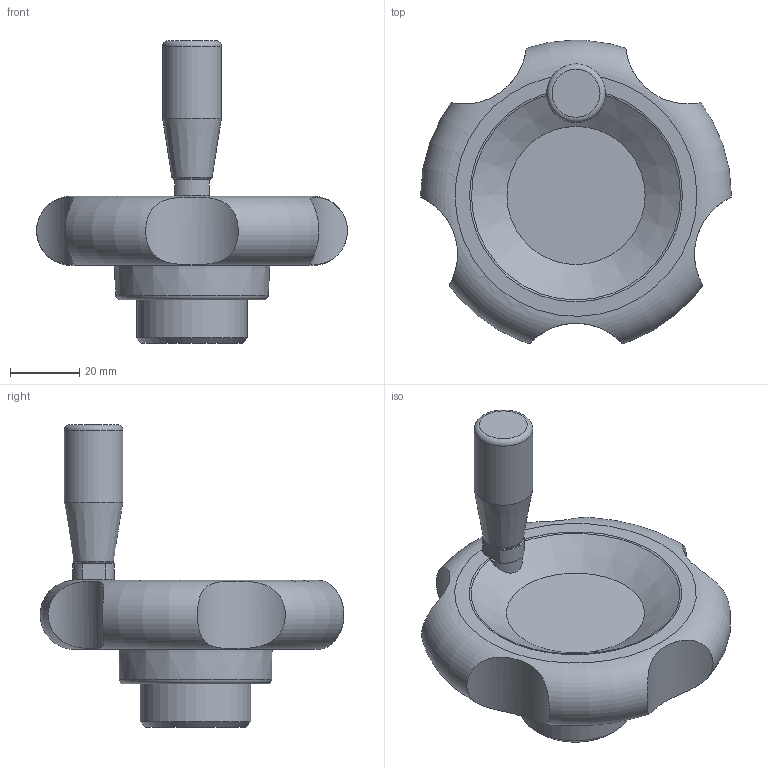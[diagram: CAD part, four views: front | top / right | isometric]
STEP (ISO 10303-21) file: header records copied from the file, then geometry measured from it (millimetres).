
FILE_DESCRIPTION( ( 'Unknown' ), '1' );
FILE_NAME( '6125010_VUM90.stp', 'Unknown', ( 'Unknown' ), ( 'Unknown' ), 'PSStep 11.0', 'Unknown', ' ' );
FILE_SCHEMA( ( 'AUTOMOTIVE_DESIGN { 1 0 10303 214 1 1 1 1 }' ) );
Length unit declared in the file: millimetre
Products named in the file (2): 6125010
Bounding box: 90 x 87.95 x 87.5 mm (x, y, z)
Volume: 112212.1 mm3; surface area: 24914.2 mm2
Topology: 2 solids, 5 shells, 79 faces, 167 edges, 105 vertices
Faces by surface type: plane 30, cylinder 21, cone 20, torus 8
Full cylindrical faces by diameter (mm): 4.917 x2, 5 x1, 5.1 x2, 6 x2, 8 x1, 17 x1, 32 x1
Entity records: 3129 total; most frequent: CARTESIAN_POINT 972, DIRECTION 326, ORIENTED_EDGE 248, AXIS2_PLACEMENT_3D 150, EDGE_CURVE 124, EDGE_LOOP 116, FACE_OUTER_BOUND 95, VERTEX_POINT 92
